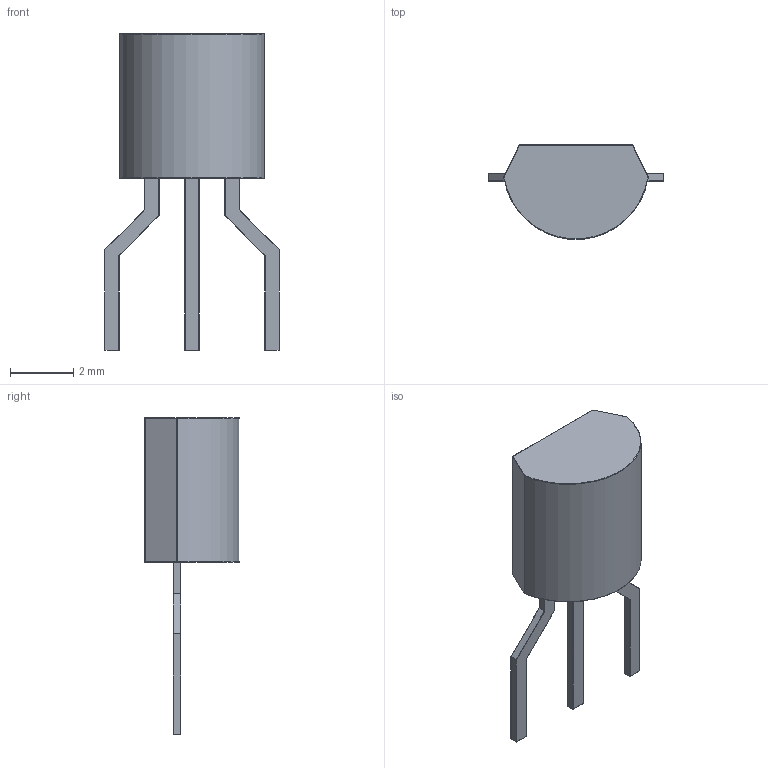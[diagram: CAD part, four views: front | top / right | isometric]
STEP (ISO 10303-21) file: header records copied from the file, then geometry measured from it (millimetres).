
FILE_DESCRIPTION(('FreeCAD Model'),'2;1');
FILE_NAME('Open CASCADE Shape Model','2021-06-22T18:00:09',('Author'),( ''),'Open CASCADE STEP processor 7.5','FreeCAD','Unknown');
FILE_SCHEMA(('AUTOMOTIVE_DESIGN { 1 0 10303 214 1 1 1 1 }'));
Length unit declared in the file: millimetre
Products named in the file (1): Cut001001
Bounding box: 5.54 x 2.99 x 10.04 mm (x, y, z)
Volume: 52.6 mm3; surface area: 103.6 mm2
Topology: 1 solids, 1 shells, 331 faces, 834 edges, 496 vertices
Faces by surface type: extrusion 112, plane 104, cylinder 65, sphere 28, bspline 12, torus 10
Entity records: 26967 total; most frequent: CARTESIAN_POINT 10239, DIRECTION 2126, ORIENTED_EDGE 1612, PCURVE 1612, DEFINITIONAL_REPRESENTATION 1612, VECTOR 1468, LINE 1356, B_SPLINE_CURVE_WITH_KNOTS 1032
